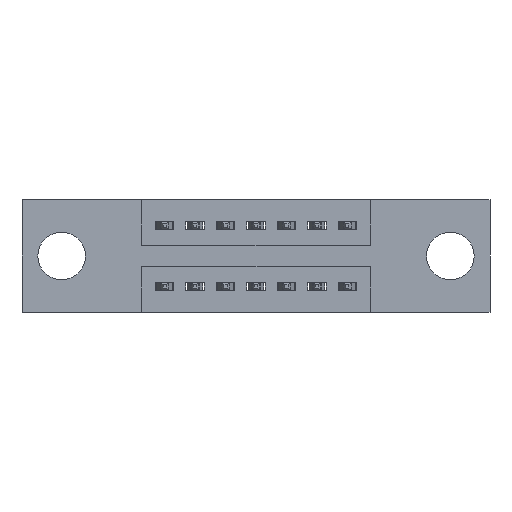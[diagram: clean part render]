
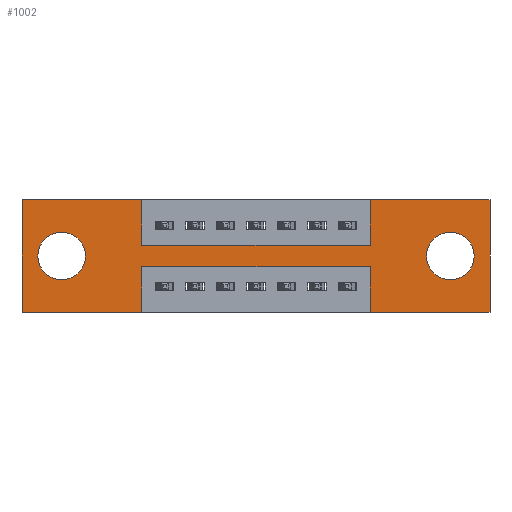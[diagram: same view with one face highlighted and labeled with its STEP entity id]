
A CAD part, front view. The second image highlights one B-rep face of the part: STEP entity #1002.
In plain terms, the highlighted planar face has unit normal (0, -1, 0).
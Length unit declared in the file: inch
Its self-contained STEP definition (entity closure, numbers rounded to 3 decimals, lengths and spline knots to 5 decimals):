
#55 = DIRECTION ( 'NONE',  ( 1., 0., 0. ) ) ;
#132 = VECTOR ( 'NONE', #55, 39.37008 ) ;
#227 = LINE ( 'NONE', #1367, #8636 ) ;
#281 = CARTESIAN_POINT ( 'NONE',  ( 0., 0., -0.37 ) ) ;
#336 = ORIENTED_EDGE ( 'NONE', *, *, #6666, .T. ) ;
#364 = CARTESIAN_POINT ( 'NONE',  ( 0., 0., -0.37 ) ) ;
#564 = CARTESIAN_POINT ( 'NONE',  ( 1.1425, 0., -0.37 ) ) ;
#780 = ORIENTED_EDGE ( 'NONE', *, *, #3211, .T. ) ;
#845 = AXIS2_PLACEMENT_3D ( 'NONE', #1227, #7031, #2103 ) ;
#907 = ORIENTED_EDGE ( 'NONE', *, *, #9344, .T. ) ;
#973 = AXIS2_PLACEMENT_3D ( 'NONE', #4708, #4680, #4641 ) ;
#986 = VECTOR ( 'NONE', #8135, 39.37008 ) ;
#989 = ORIENTED_EDGE ( 'NONE', *, *, #3545, .T. ) ;
#1002 = ADVANCED_FACE ( 'NONE', ( #5324, #9074, #7441 ), #9092, .T. ) ;
#1085 = VERTEX_POINT ( 'NONE', #8541 ) ;
#1091 = CARTESIAN_POINT ( 'NONE',  ( 0.3925, 0., 0. ) ) ;
#1227 = CARTESIAN_POINT ( 'NONE',  ( 1.405, 0., -0.185 ) ) ;
#1325 = CARTESIAN_POINT ( 'NONE',  ( 1.1425, 0., 0. ) ) ;
#1338 = ORIENTED_EDGE ( 'NONE', *, *, #4696, .F. ) ;
#1367 = CARTESIAN_POINT ( 'NONE',  ( 0.3925, 0., -0.22 ) ) ;
#1480 = CARTESIAN_POINT ( 'NONE',  ( 1.1425, 0., -0.15 ) ) ;
#1506 = LINE ( 'NONE', #2548, #1766 ) ;
#1566 = CARTESIAN_POINT ( 'NONE',  ( 0., 0., 0. ) ) ;
#1622 = CARTESIAN_POINT ( 'NONE',  ( 0., 0., 0. ) ) ;
#1728 = ORIENTED_EDGE ( 'NONE', *, *, #4520, .F. ) ;
#1766 = VECTOR ( 'NONE', #8782, 39.37008 ) ;
#1847 = CIRCLE ( 'NONE', #8403, 0.078 ) ;
#1910 = VECTOR ( 'NONE', #6313, 39.37008 ) ;
#1932 = DIRECTION ( 'NONE',  ( 0., 0., -1. ) ) ;
#1979 = CARTESIAN_POINT ( 'NONE',  ( 1.405, 0., -0.263 ) ) ;
#2103 = DIRECTION ( 'NONE',  ( 0., 0., -1. ) ) ;
#2177 = VERTEX_POINT ( 'NONE', #564 ) ;
#2292 = VERTEX_POINT ( 'NONE', #3097 ) ;
#2294 = CARTESIAN_POINT ( 'NONE',  ( 0., 0., -0.37 ) ) ;
#2324 = CARTESIAN_POINT ( 'NONE',  ( 1.535, 0., 0. ) ) ;
#2397 = CARTESIAN_POINT ( 'NONE',  ( 1.1425, 0., -0.37 ) ) ;
#2536 = EDGE_CURVE ( 'NONE', #7678, #2900, #9653, .T. ) ;
#2548 = CARTESIAN_POINT ( 'NONE',  ( 0.3925, 0., 0. ) ) ;
#2578 = ORIENTED_EDGE ( 'NONE', *, *, #4155, .F. ) ;
#2585 = ORIENTED_EDGE ( 'NONE', *, *, #5018, .F. ) ;
#2589 = VERTEX_POINT ( 'NONE', #8301 ) ;
#2722 = LINE ( 'NONE', #2894, #8665 ) ;
#2727 = CARTESIAN_POINT ( 'NONE',  ( 1.405, 0., -0.107 ) ) ;
#2757 = EDGE_CURVE ( 'NONE', #5878, #3844, #7502, .T. ) ;
#2894 = CARTESIAN_POINT ( 'NONE',  ( 1.1425, 0., 0. ) ) ;
#2900 = VERTEX_POINT ( 'NONE', #6501 ) ;
#2976 = DIRECTION ( 'NONE',  ( 0., 1., 0. ) ) ;
#3078 = EDGE_CURVE ( 'NONE', #2900, #6011, #9964, .T. ) ;
#3097 = CARTESIAN_POINT ( 'NONE',  ( 0.13, 0., -0.263 ) ) ;
#3211 = EDGE_CURVE ( 'NONE', #4853, #8136, #1847, .T. ) ;
#3292 = VERTEX_POINT ( 'NONE', #8237 ) ;
#3314 = EDGE_LOOP ( 'NONE', ( #9609, #9970, #1338, #4932, #6206, #5781, #1728, #2578, #5221, #7745, #5945, #2585 ) ) ;
#3391 = LINE ( 'NONE', #1622, #986 ) ;
#3492 = VECTOR ( 'NONE', #8251, 39.37008 ) ;
#3493 = CARTESIAN_POINT ( 'NONE',  ( 1.535, 0., -0.37 ) ) ;
#3545 = EDGE_CURVE ( 'NONE', #2292, #4592, #9009, .T. ) ;
#3605 = AXIS2_PLACEMENT_3D ( 'NONE', #364, #9120, #4985 ) ;
#3844 = VERTEX_POINT ( 'NONE', #1091 ) ;
#3867 = VERTEX_POINT ( 'NONE', #4593 ) ;
#4103 = VECTOR ( 'NONE', #7740, 39.37008 ) ;
#4142 = DIRECTION ( 'NONE',  ( -1., 0., 0. ) ) ;
#4155 = EDGE_CURVE ( 'NONE', #2589, #5823, #6699, .T. ) ;
#4366 = LINE ( 'NONE', #4798, #4103 ) ;
#4520 = EDGE_CURVE ( 'NONE', #5823, #7678, #2722, .T. ) ;
#4592 = VERTEX_POINT ( 'NONE', #8398 ) ;
#4593 = CARTESIAN_POINT ( 'NONE',  ( 0.3925, 0., -0.37 ) ) ;
#4641 = DIRECTION ( 'NONE',  ( 0., 0., 1. ) ) ;
#4680 = DIRECTION ( 'NONE',  ( 0., 1., 0. ) ) ;
#4696 = EDGE_CURVE ( 'NONE', #2177, #1085, #6459, .T. ) ;
#4708 = CARTESIAN_POINT ( 'NONE',  ( 0.13, 0., -0.185 ) ) ;
#4798 = CARTESIAN_POINT ( 'NONE',  ( 0.3925, 0., -0.37 ) ) ;
#4853 = VERTEX_POINT ( 'NONE', #1979 ) ;
#4932 = ORIENTED_EDGE ( 'NONE', *, *, #6412, .F. ) ;
#4985 = DIRECTION ( 'NONE',  ( 0., 0., -1. ) ) ;
#5018 = EDGE_CURVE ( 'NONE', #3867, #9724, #9068, .T. ) ;
#5221 = ORIENTED_EDGE ( 'NONE', *, *, #5234, .F. ) ;
#5234 = EDGE_CURVE ( 'NONE', #3844, #2589, #1506, .T. ) ;
#5250 = EDGE_CURVE ( 'NONE', #9724, #5878, #3391, .T. ) ;
#5324 = FACE_BOUND ( 'NONE', #7298, .T. ) ;
#5332 = CIRCLE ( 'NONE', #6897, 0.078 ) ;
#5781 = ORIENTED_EDGE ( 'NONE', *, *, #2536, .F. ) ;
#5823 = VERTEX_POINT ( 'NONE', #1480 ) ;
#5878 = VERTEX_POINT ( 'NONE', #9411 ) ;
#5945 = ORIENTED_EDGE ( 'NONE', *, *, #5250, .F. ) ;
#6011 = VERTEX_POINT ( 'NONE', #3493 ) ;
#6035 = VECTOR ( 'NONE', #9328, 39.37008 ) ;
#6130 = CARTESIAN_POINT ( 'NONE',  ( 0.3925, 0., -0.15 ) ) ;
#6206 = ORIENTED_EDGE ( 'NONE', *, *, #3078, .F. ) ;
#6313 = DIRECTION ( 'NONE',  ( -1., 0., 0. ) ) ;
#6412 = EDGE_CURVE ( 'NONE', #6011, #2177, #8623, .T. ) ;
#6436 = EDGE_CURVE ( 'NONE', #3292, #3867, #4366, .T. ) ;
#6459 = LINE ( 'NONE', #2397, #8340 ) ;
#6501 = CARTESIAN_POINT ( 'NONE',  ( 1.535, 0., 0. ) ) ;
#6565 = EDGE_CURVE ( 'NONE', #1085, #3292, #227, .T. ) ;
#6666 = EDGE_CURVE ( 'NONE', #8136, #4853, #9784, .T. ) ;
#6699 = LINE ( 'NONE', #6130, #132 ) ;
#6897 = AXIS2_PLACEMENT_3D ( 'NONE', #7691, #2976, #8404 ) ;
#7031 = DIRECTION ( 'NONE',  ( 0., 1., 0. ) ) ;
#7217 = VECTOR ( 'NONE', #4142, 39.37008 ) ;
#7298 = EDGE_LOOP ( 'NONE', ( #336, #780 ) ) ;
#7441 = FACE_OUTER_BOUND ( 'NONE', #3314, .T. ) ;
#7502 = LINE ( 'NONE', #9726, #6035 ) ;
#7678 = VERTEX_POINT ( 'NONE', #1325 ) ;
#7691 = CARTESIAN_POINT ( 'NONE',  ( 0.13, 0., -0.185 ) ) ;
#7740 = DIRECTION ( 'NONE',  ( 0., 0., -1. ) ) ;
#7745 = ORIENTED_EDGE ( 'NONE', *, *, #2757, .F. ) ;
#7992 = DIRECTION ( 'NONE',  ( 0., 0., 1. ) ) ;
#7998 = CARTESIAN_POINT ( 'NONE',  ( 0., 0., -0.37 ) ) ;
#8135 = DIRECTION ( 'NONE',  ( 0., 0., 1. ) ) ;
#8136 = VERTEX_POINT ( 'NONE', #2727 ) ;
#8237 = CARTESIAN_POINT ( 'NONE',  ( 0.3925, 0., -0.22 ) ) ;
#8251 = DIRECTION ( 'NONE',  ( 1., 0., 0. ) ) ;
#8301 = CARTESIAN_POINT ( 'NONE',  ( 0.3925, 0., -0.15 ) ) ;
#8340 = VECTOR ( 'NONE', #7992, 39.37008 ) ;
#8398 = CARTESIAN_POINT ( 'NONE',  ( 0.13, 0., -0.107 ) ) ;
#8403 = AXIS2_PLACEMENT_3D ( 'NONE', #9005, #9003, #8997 ) ;
#8404 = DIRECTION ( 'NONE',  ( 0., 0., 1. ) ) ;
#8541 = CARTESIAN_POINT ( 'NONE',  ( 1.1425, 0., -0.22 ) ) ;
#8576 = DIRECTION ( 'NONE',  ( -1., 0., 0. ) ) ;
#8623 = LINE ( 'NONE', #281, #1910 ) ;
#8636 = VECTOR ( 'NONE', #8576, 39.37008 ) ;
#8665 = VECTOR ( 'NONE', #9021, 39.37008 ) ;
#8782 = DIRECTION ( 'NONE',  ( 0., 0., -1. ) ) ;
#8890 = EDGE_LOOP ( 'NONE', ( #907, #989 ) ) ;
#8997 = DIRECTION ( 'NONE',  ( 0., 0., -1. ) ) ;
#9003 = DIRECTION ( 'NONE',  ( 0., 1., 0. ) ) ;
#9005 = CARTESIAN_POINT ( 'NONE',  ( 1.405, 0., -0.185 ) ) ;
#9009 = CIRCLE ( 'NONE', #973, 0.078 ) ;
#9021 = DIRECTION ( 'NONE',  ( 0., 0., 1. ) ) ;
#9068 = LINE ( 'NONE', #2294, #7217 ) ;
#9074 = FACE_BOUND ( 'NONE', #8890, .T. ) ;
#9092 = PLANE ( 'NONE',  #3605 ) ;
#9120 = DIRECTION ( 'NONE',  ( 0., -1., 0. ) ) ;
#9328 = DIRECTION ( 'NONE',  ( 1., 0., 0. ) ) ;
#9344 = EDGE_CURVE ( 'NONE', #4592, #2292, #5332, .T. ) ;
#9411 = CARTESIAN_POINT ( 'NONE',  ( 0., 0., 0. ) ) ;
#9609 = ORIENTED_EDGE ( 'NONE', *, *, #6436, .F. ) ;
#9653 = LINE ( 'NONE', #1566, #3492 ) ;
#9724 = VERTEX_POINT ( 'NONE', #7998 ) ;
#9726 = CARTESIAN_POINT ( 'NONE',  ( 0., 0., 0. ) ) ;
#9745 = VECTOR ( 'NONE', #1932, 39.37008 ) ;
#9784 = CIRCLE ( 'NONE', #845, 0.078 ) ;
#9964 = LINE ( 'NONE', #2324, #9745 ) ;
#9970 = ORIENTED_EDGE ( 'NONE', *, *, #6565, .F. ) ;
